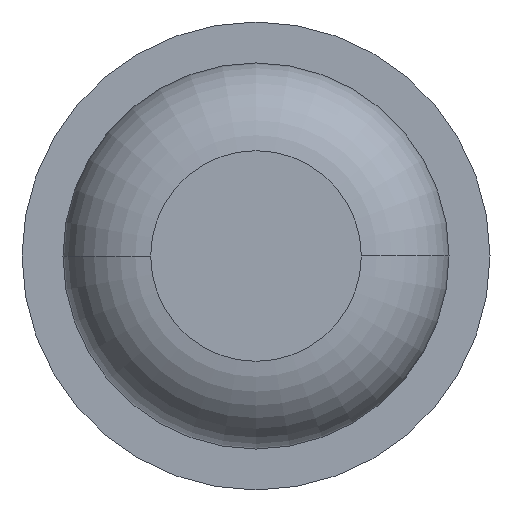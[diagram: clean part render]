
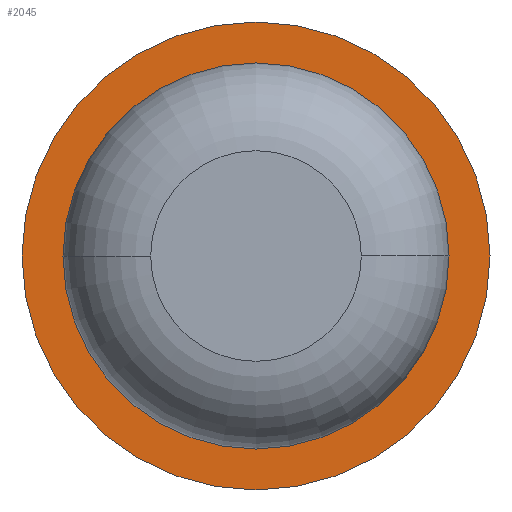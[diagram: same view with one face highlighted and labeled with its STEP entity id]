
A CAD part, front view. The second image highlights one B-rep face of the part: STEP entity #2045.
In plain terms, the highlighted planar face has unit normal (0, -1, 0).
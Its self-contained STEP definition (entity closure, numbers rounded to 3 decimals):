
#46 = VERTEX_POINT ( 'NONE', #1908 ) ;
#57 = AXIS2_PLACEMENT_3D ( 'NONE', #1534, #1519, #1186 ) ;
#155 = CIRCLE ( 'NONE', #3129, 0.825 ) ;
#156 = VERTEX_POINT ( 'NONE', #595 ) ;
#284 = AXIS2_PLACEMENT_3D ( 'NONE', #912, #2260, #3649 ) ;
#286 = CARTESIAN_POINT ( 'NONE',  ( 0., -6., 0. ) ) ;
#323 = DIRECTION ( 'NONE',  ( -1., 0., 0. ) ) ;
#470 = FACE_OUTER_BOUND ( 'NONE', #2677, .T. ) ;
#595 = CARTESIAN_POINT ( 'NONE',  ( -1., -6., 0. ) ) ;
#612 = VERTEX_POINT ( 'NONE', #2644 ) ;
#912 = CARTESIAN_POINT ( 'NONE',  ( 0., -6., 0. ) ) ;
#997 = DIRECTION ( 'NONE',  ( -1., 0., 0. ) ) ;
#1005 = DIRECTION ( 'NONE',  ( 0., 1., 0. ) ) ;
#1186 = DIRECTION ( 'NONE',  ( -1., 0., 0. ) ) ;
#1290 = EDGE_CURVE ( 'Defeature ausgef�hrt1_5+Defeature ausgef�hrt1_0+Defeature ausgef�hrt1_0+Defeature ausgef�hrt1_0', #612, #46, #155, .T. ) ;
#1395 = CIRCLE ( 'NONE', #1570, 1. ) ;
#1519 = DIRECTION ( 'NONE',  ( 0., 1., 0. ) ) ;
#1534 = CARTESIAN_POINT ( 'NONE',  ( 0.825, -6., 0. ) ) ;
#1570 = AXIS2_PLACEMENT_3D ( 'NONE', #286, #3711, #323 ) ;
#1665 = CARTESIAN_POINT ( 'NONE',  ( 0., -6., 0. ) ) ;
#1746 = EDGE_CURVE ( 'Defeature ausgef�hrt1_6+Defeature ausgef�hrt1_5+Defeature ausgef�hrt1_5+Defeature ausgef�hrt1_5', #1978, #156, #1395, .T. ) ;
#1855 = ORIENTED_EDGE ( 'NONE', *, *, #1746, .F. ) ;
#1908 = CARTESIAN_POINT ( 'NONE',  ( 0.825, -6., 0. ) ) ;
#1910 = PLANE ( 'NONE',  #57 ) ;
#1978 = VERTEX_POINT ( 'NONE', #3499 ) ;
#2045 = ADVANCED_FACE ( 'Defeature ausgef�hrt1_5', ( #470, #2145 ), #1910, .F. ) ;
#2145 = FACE_BOUND ( 'NONE', #3687, .T. ) ;
#2260 = DIRECTION ( 'NONE',  ( 0., 1., 0. ) ) ;
#2316 = AXIS2_PLACEMENT_3D ( 'NONE', #1665, #2369, #997 ) ;
#2369 = DIRECTION ( 'NONE',  ( 0., 1., 0. ) ) ;
#2644 = CARTESIAN_POINT ( 'NONE',  ( -0.825, -6., 0. ) ) ;
#2677 = EDGE_LOOP ( 'NONE', ( #3661, #1855 ) ) ;
#2706 = EDGE_CURVE ( 'Defeature ausgef�hrt1_5+Defeature ausgef�hrt1_0+Defeature ausgef�hrt1_0+Defeature ausgef�hrt1_0', #46, #612, #3145, .T. ) ;
#3129 = AXIS2_PLACEMENT_3D ( 'NONE', #4113, #1005, #3398 ) ;
#3145 = CIRCLE ( 'NONE', #2316, 0.825 ) ;
#3354 = CIRCLE ( 'NONE', #284, 1. ) ;
#3398 = DIRECTION ( 'NONE',  ( -1., 0., 0. ) ) ;
#3468 = ORIENTED_EDGE ( 'NONE', *, *, #1290, .T. ) ;
#3499 = CARTESIAN_POINT ( 'NONE',  ( 1., -6., 0. ) ) ;
#3618 = ORIENTED_EDGE ( 'NONE', *, *, #2706, .T. ) ;
#3649 = DIRECTION ( 'NONE',  ( -1., 0., 0. ) ) ;
#3661 = ORIENTED_EDGE ( 'NONE', *, *, #3692, .F. ) ;
#3687 = EDGE_LOOP ( 'NONE', ( #3468, #3618 ) ) ;
#3692 = EDGE_CURVE ( 'Defeature ausgef�hrt1_6+Defeature ausgef�hrt1_5+Defeature ausgef�hrt1_5+Defeature ausgef�hrt1_5', #156, #1978, #3354, .T. ) ;
#3711 = DIRECTION ( 'NONE',  ( 0., 1., 0. ) ) ;
#4113 = CARTESIAN_POINT ( 'NONE',  ( 0., -6., 0. ) ) ;
